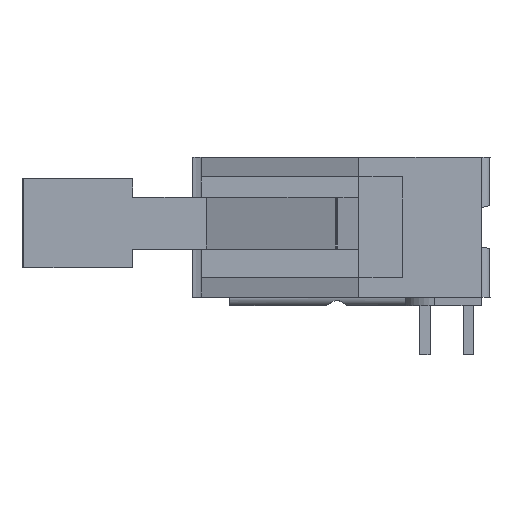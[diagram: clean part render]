
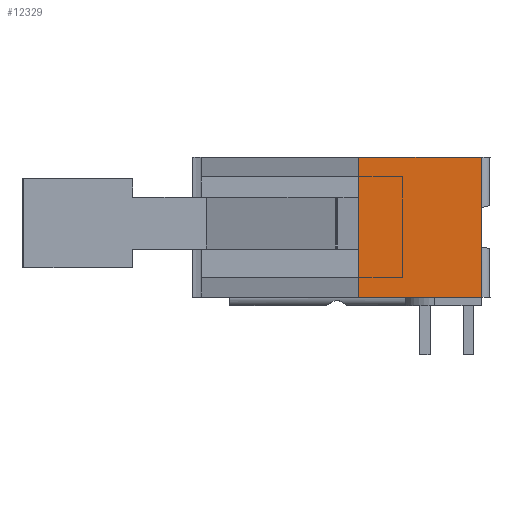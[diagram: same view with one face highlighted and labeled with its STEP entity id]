
A CAD part, left-side view. The second image highlights one B-rep face of the part: STEP entity #12329.
In plain terms, the highlighted planar face has unit normal (-1, 0, 0).
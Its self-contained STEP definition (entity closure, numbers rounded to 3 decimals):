
#312=PLANE($,#13346);
#1063=FACE_OUTER_BOUND($,#1860,.T.);
#1860=EDGE_LOOP($,(#9561,#9562,#9563,#9564));
#2567=LINE($,#17635,#4175);
#2752=LINE($,#18053,#4360);
#2782=LINE($,#18121,#4390);
#2830=LINE($,#18223,#4438);
#4175=VECTOR($,#14248,7.112);
#4360=VECTOR($,#14613,7.112);
#4390=VECTOR($,#14665,8.128);
#4438=VECTOR($,#14765,8.128);
#5877=VERTEX_POINT($,#17632);
#5878=VERTEX_POINT($,#17634);
#6020=VERTEX_POINT($,#18050);
#6021=VERTEX_POINT($,#18052);
#7081=EDGE_CURVE($,#5877,#5878,#2567,.T.);
#7287=EDGE_CURVE($,#6020,#6021,#2752,.T.);
#7322=EDGE_CURVE($,#6020,#5878,#2782,.T.);
#7374=EDGE_CURVE($,#6021,#5877,#2830,.T.);
#9561=ORIENTED_EDGE($,*,*,#7081,.F.);
#9562=ORIENTED_EDGE($,*,*,#7374,.F.);
#9563=ORIENTED_EDGE($,*,*,#7287,.F.);
#9564=ORIENTED_EDGE($,*,*,#7322,.T.);
#12329=ADVANCED_FACE($,(#1063),#312,.F.);
#13346=AXIS2_PLACEMENT_3D($,#18245,#14800,#14801);
#14248=DIRECTION($,(0.,-1.,0.));
#14613=DIRECTION($,(0.,1.,0.));
#14665=DIRECTION($,(0.,0.,1.));
#14765=DIRECTION($,(0.,0.,1.));
#14800=DIRECTION('center_axis',(1.,0.,0.));
#14801=DIRECTION('ref_axis',(0.,0.,-1.));
#17632=CARTESIAN_POINT('',(-35.052,5.105,8.636));
#17634=CARTESIAN_POINT('',(-35.052,-2.007,8.636));
#17635=CARTESIAN_POINT($,(-35.052,-2.007,8.636));
#18050=CARTESIAN_POINT('',(-35.052,-2.007,0.508));
#18052=CARTESIAN_POINT('',(-35.052,5.105,0.508));
#18053=CARTESIAN_POINT($,(-35.052,-2.007,0.508));
#18121=CARTESIAN_POINT($,(-35.052,-2.007,0.508));
#18223=CARTESIAN_POINT($,(-35.052,5.105,0.508));
#18245=CARTESIAN_POINT('Origin',(-35.052,5.105,0.508));
